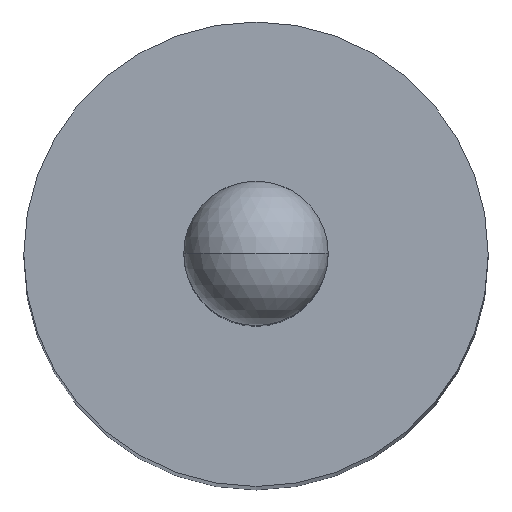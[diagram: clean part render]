
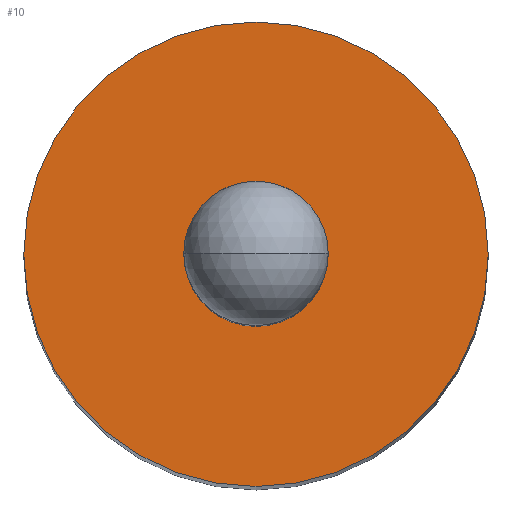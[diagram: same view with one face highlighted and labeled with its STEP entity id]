
A CAD part, top view. The second image highlights one B-rep face of the part: STEP entity #10.
In plain terms, the highlighted planar face has unit normal (0, 0, 1).
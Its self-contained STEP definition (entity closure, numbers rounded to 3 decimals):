
#10 = ADVANCED_FACE ( 'NONE', ( #173, #303 ), #361, .F. ) ;
#11 = CARTESIAN_POINT ( 'NONE',  ( 0.37, 0., -0.88 ) ) ;
#16 = VERTEX_POINT ( 'NONE', #11 ) ;
#32 = EDGE_LOOP ( 'NONE', ( #93, #287 ) ) ;
#36 = AXIS2_PLACEMENT_3D ( 'NONE', #239, #215, #351 ) ;
#38 = CARTESIAN_POINT ( 'NONE',  ( 0., 0., -0.88 ) ) ;
#43 = DIRECTION ( 'NONE',  ( -1., 0., 0. ) ) ;
#49 = DIRECTION ( 'NONE',  ( 0., 0., -1. ) ) ;
#59 = AXIS2_PLACEMENT_3D ( 'NONE', #38, #301, #172 ) ;
#61 = CARTESIAN_POINT ( 'NONE',  ( -0.37, 0., -0.88 ) ) ;
#79 = AXIS2_PLACEMENT_3D ( 'NONE', #148, #49, #43 ) ;
#93 = ORIENTED_EDGE ( 'NONE', *, *, #180, .T. ) ;
#98 = DIRECTION ( 'NONE',  ( -1., 0., 0. ) ) ;
#100 = AXIS2_PLACEMENT_3D ( 'NONE', #224, #356, #98 ) ;
#101 = CARTESIAN_POINT ( 'NONE',  ( 0.115, 0., -0.88 ) ) ;
#110 = EDGE_CURVE ( 'NONE', #16, #154, #240, .T. ) ;
#130 = DIRECTION ( 'NONE',  ( -1., 0., 0. ) ) ;
#147 = EDGE_CURVE ( 'NONE', #218, #299, #228, .T. ) ;
#148 = CARTESIAN_POINT ( 'NONE',  ( 0., 0., -0.88 ) ) ;
#154 = VERTEX_POINT ( 'NONE', #61 ) ;
#172 = DIRECTION ( 'NONE',  ( -1., 0., 0. ) ) ;
#173 = FACE_BOUND ( 'NONE', #32, .T. ) ;
#177 = AXIS2_PLACEMENT_3D ( 'NONE', #196, #325, #130 ) ;
#180 = EDGE_CURVE ( 'NONE', #299, #218, #285, .T. ) ;
#196 = CARTESIAN_POINT ( 'NONE',  ( 0., 0., -0.88 ) ) ;
#215 = DIRECTION ( 'NONE',  ( 0., 0., -1. ) ) ;
#218 = VERTEX_POINT ( 'NONE', #101 ) ;
#224 = CARTESIAN_POINT ( 'NONE',  ( 0., 0., -0.88 ) ) ;
#228 = CIRCLE ( 'NONE', #100, 0.115 ) ;
#239 = CARTESIAN_POINT ( 'NONE',  ( 0., 0., -0.88 ) ) ;
#240 = CIRCLE ( 'NONE', #79, 0.37 ) ;
#279 = ORIENTED_EDGE ( 'NONE', *, *, #366, .F. ) ;
#285 = CIRCLE ( 'NONE', #177, 0.115 ) ;
#287 = ORIENTED_EDGE ( 'NONE', *, *, #147, .T. ) ;
#299 = VERTEX_POINT ( 'NONE', #341 ) ;
#301 = DIRECTION ( 'NONE',  ( 0., 0., -1. ) ) ;
#303 = FACE_OUTER_BOUND ( 'NONE', #378, .T. ) ;
#309 = CIRCLE ( 'NONE', #36, 0.37 ) ;
#325 = DIRECTION ( 'NONE',  ( 0., 0., -1. ) ) ;
#341 = CARTESIAN_POINT ( 'NONE',  ( -0.115, 0., -0.88 ) ) ;
#351 = DIRECTION ( 'NONE',  ( -1., 0., 0. ) ) ;
#356 = DIRECTION ( 'NONE',  ( 0., 0., -1. ) ) ;
#361 = PLANE ( 'NONE',  #59 ) ;
#366 = EDGE_CURVE ( 'NONE', #154, #16, #309, .T. ) ;
#378 = EDGE_LOOP ( 'NONE', ( #279, #383 ) ) ;
#383 = ORIENTED_EDGE ( 'NONE', *, *, #110, .F. ) ;
